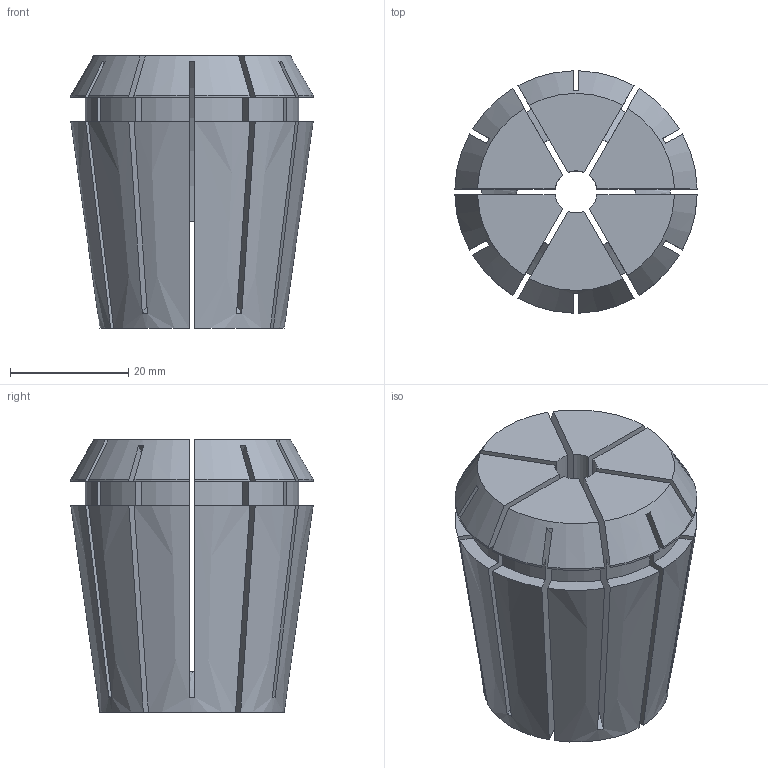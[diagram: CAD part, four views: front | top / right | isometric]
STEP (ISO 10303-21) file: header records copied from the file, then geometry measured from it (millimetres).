
FILE_DESCRIPTION (( 'STEP AP203' ), '1' );
FILE_NAME ('STP-5250-113-040-A18-0(04340-0.281).STEP', '2024-02-23T06:02:16', ( '' ), ( '' ), 'SwSTEP 2.0', 'SolidWorks 2017', '' );
FILE_SCHEMA (( 'CONFIG_CONTROL_DESIGN' ));
Length unit declared in the file: millimetre
Products named in the file (1): STP-5250-113-040-A18-0(04340-0.281)
Bounding box: 40.99 x 40.99 x 46 mm (x, y, z)
Volume: 35502 mm3; surface area: 19548.4 mm2
Topology: 1 solids, 1 shells, 128 faces, 384 edges, 256 vertices
Faces by surface type: plane 66, cylinder 49, cone 13
Entity records: 4589 total; most frequent: CARTESIAN_POINT 1057, ORIENTED_EDGE 768, DIRECTION 702, EDGE_CURVE 384, AXIS2_PLACEMENT_3D 257, VERTEX_POINT 256, LINE 188, VECTOR 188
